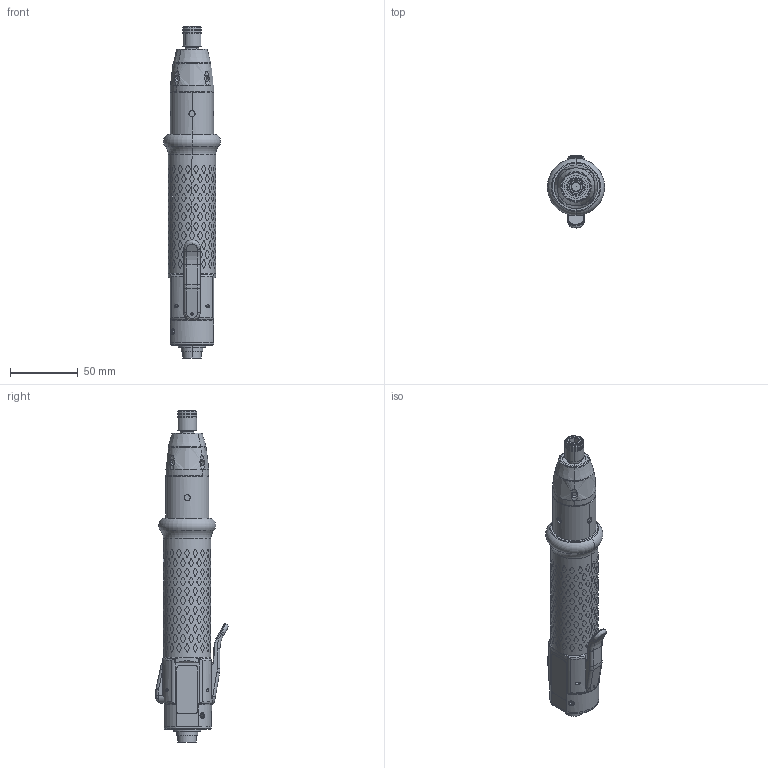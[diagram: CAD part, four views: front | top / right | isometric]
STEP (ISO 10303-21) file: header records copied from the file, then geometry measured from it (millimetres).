
FILE_DESCRIPTION((''),'2;1');
FILE_NAME('4224300089_ASM','2013-12-04T',('tooextcsr'),(''),'PRO/ENGINEER BY PARAMETRIC TECHNOLOGY CORPORATION, 2012420','PRO/ENGINEER BY PARAMETRIC TECHNOLOGY CORPORATION, 2012420','');
FILE_SCHEMA(('CONFIG_CONTROL_DESIGN','GEOMETRIC_VALIDATION_PROPERTIES_MIM'));
Length unit declared in the file: millimetre
Products named in the file (21): 4216115101; 4216194100; 4216116100; 4216194180_ASM; 4216194401; 4090030600; 0502110042; 4216194300; 4216194801; 4216194900; 4224300161_ASM; 4216114600; 4216115000; 4216115880_SPEC; 4216115301; 4216228480_SPEC_ASM; 4216114700; 0219110036; 0101231112; 4216208900; 4224300089_ASM
Assembly tree (25 placements, depth 3):
  4224300089_ASM
    4216115101
    4216194180_ASM
      4216194100
      4216116100
    4224300161_ASM
      4216194401
      4090030600
      0502110042
      4216194300
      4216194801
      4216194900
    4216114600
    4216115000
    4216228480_SPEC_ASM
      4216115880_SPEC
      4216115301
    4216114700
    0219110036  x4
    0101231112  x2
    4216208900  x2
Bounding box: 42.2 x 53.32 x 245.35 mm (x, y, z)
Volume: 83839.3 mm3; surface area: 98745.7 mm2
Topology: 23 solids, 40 shells, 3209 faces, 8436 edges, 5489 vertices
Faces by surface type: plane 1536, cylinder 1466, cone 116, torus 54, bspline 33, sphere 4
Entity records: 130137 total; most frequent: CARTESIAN_POINT 36964, ORIENTED_EDGE 16346, DIRECTION 11957, EDGE_CURVE 8206, PRESENTATION_STYLE_ASSIGNMENT 6699, STYLED_ITEM 6643, CURVE_STYLE 6585, VERTEX_POINT 5351
